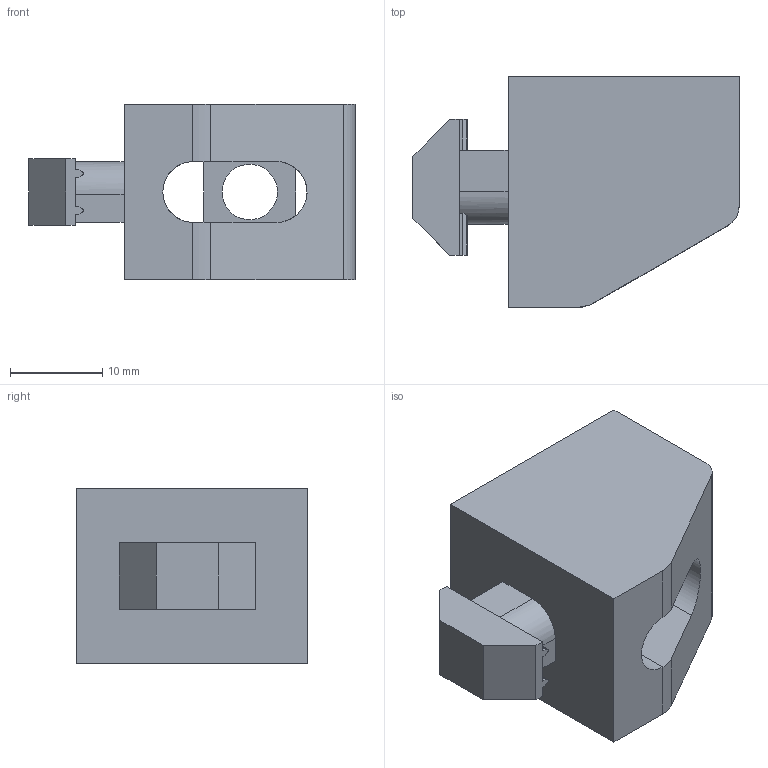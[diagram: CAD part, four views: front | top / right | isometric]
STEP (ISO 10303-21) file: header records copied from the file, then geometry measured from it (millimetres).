
FILE_DESCRIPTION(('FreeCAD Model'),'2;1');
FILE_NAME('Open CASCADE Shape Model','2024-04-03T11:00:40',(''),(''), 'Open CASCADE STEP processor 7.6','FreeCAD','Unknown');
FILE_SCHEMA(('AUTOMOTIVE_DESIGN { 1 0 10303 214 1 1 1 1 }'));
Length unit declared in the file: millimetre
Products named in the file (3): STI8-UNIB25T; SOLID; SOLID001
Assembly tree (2 placements, depth 2):
  STI8-UNIB25T
    SOLID
    SOLID001
Bounding box: 35.3 x 25 x 19 mm (x, y, z)
Volume: 8313.9 mm3; surface area: 4753.4 mm2
Topology: 2 solids, 2 shells, 72 faces, 201 edges, 134 vertices
Faces by surface type: plane 53, cylinder 19
Entity records: 5451 total; most frequent: CARTESIAN_POINT 1408, DIRECTION 735, LINE 500, VECTOR 500, ORIENTED_EDGE 402, PCURVE 402, DEFINITIONAL_REPRESENTATION 402, EDGE_CURVE 201
